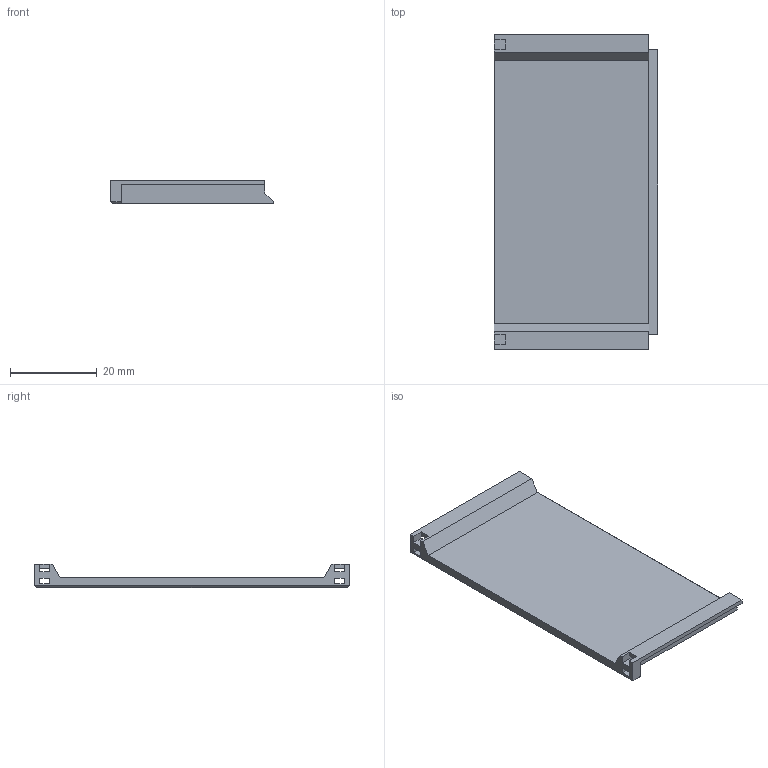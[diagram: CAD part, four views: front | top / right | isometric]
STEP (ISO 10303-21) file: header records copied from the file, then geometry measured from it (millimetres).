
FILE_DESCRIPTION(/* description */ (''),/* implementation_level */ '2;1');
FILE_NAME(/* name */ 'semigate.stp',/* time_stamp */ '2020-11-28T02:39:05-05:00',/* author */ ('user'),/* organization */ (''),/* preprocessor_version */ 'ST-DEVELOPER v18',/* originating_system */ 'Autodesk Inventor 2020',/* authorisation */ '');
FILE_SCHEMA (('AUTOMOTIVE_DESIGN { 1 0 10303 214 3 1 1 }'));
Length unit declared in the file: millimetre
Products named in the file (1): semigate
Bounding box: 37.5 x 72.5 x 5.5 mm (x, y, z)
Volume: 6618.5 mm3; surface area: 6286.5 mm2
Topology: 1 solids, 1 shells, 34 faces, 108 edges, 70 vertices
Faces by surface type: plane 34
Entity records: 1221 total; most frequent: ORIENTED_EDGE 216, CARTESIAN_POINT 213, DIRECTION 178, LINE 108, VECTOR 108, EDGE_CURVE 108, VERTEX_POINT 70, EDGE_LOOP 36
